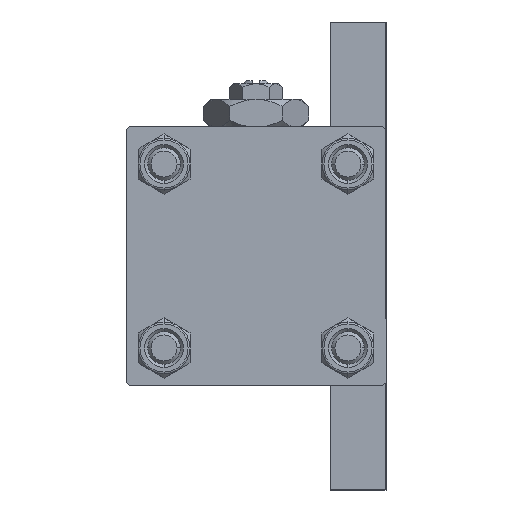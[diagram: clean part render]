
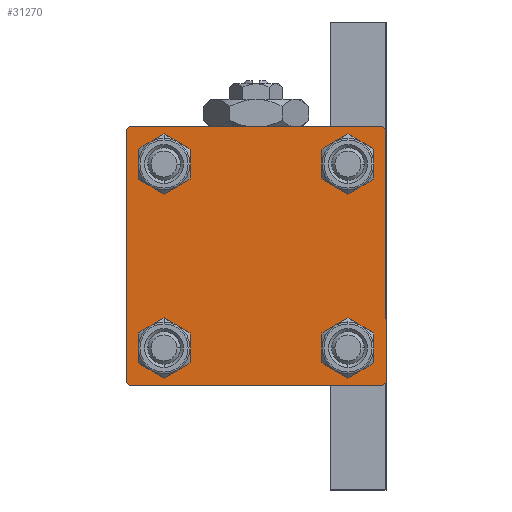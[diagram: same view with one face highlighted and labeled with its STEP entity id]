
A CAD part, left-side view. The second image highlights one B-rep face of the part: STEP entity #31270.
In plain terms, the highlighted planar face has unit normal (-1, 0, 0).
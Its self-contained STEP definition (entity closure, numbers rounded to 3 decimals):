
#797 = EDGE_CURVE ( 'NONE', #23162, #20714, #18873, .T. ) ;
#1588 = CARTESIAN_POINT ( 'NONE',  ( 0., 20., -20. ) ) ;
#2182 = FACE_OUTER_BOUND ( 'NONE', #47814, .T. ) ;
#2245 = ORIENTED_EDGE ( 'NONE', *, *, #8469, .T. ) ;
#2254 = EDGE_CURVE ( 'NONE', #22631, #35745, #20564, .T. ) ;
#3566 = CIRCLE ( 'NONE', #32194, 3. ) ;
#3963 = VERTEX_POINT ( 'NONE', #29393 ) ;
#4125 = CIRCLE ( 'NONE', #5759, 3. ) ;
#4347 = VECTOR ( 'NONE', #25234, 1000. ) ;
#5247 = AXIS2_PLACEMENT_3D ( 'NONE', #44324, #5415, #33544 ) ;
#5415 = DIRECTION ( 'NONE',  ( 1., 0., 0. ) ) ;
#5423 = CARTESIAN_POINT ( 'NONE',  ( 0., 14.15, -17.15 ) ) ;
#5517 = ORIENTED_EDGE ( 'NONE', *, *, #22837, .T. ) ;
#5698 = CARTESIAN_POINT ( 'NONE',  ( 0., -14.15, 14.15 ) ) ;
#5759 = AXIS2_PLACEMENT_3D ( 'NONE', #24652, #36664, #17446 ) ;
#6016 = AXIS2_PLACEMENT_3D ( 'NONE', #20601, #29062, #21367 ) ;
#6753 = VECTOR ( 'NONE', #31107, 1000. ) ;
#7170 = DIRECTION ( 'NONE',  ( 0., 0., -1. ) ) ;
#7486 = EDGE_CURVE ( 'NONE', #41262, #44542, #10136, .T. ) ;
#8155 = DIRECTION ( 'NONE',  ( 0., -0.707, 0.707 ) ) ;
#8205 = CARTESIAN_POINT ( 'NONE',  ( 0., -14.15, -14.15 ) ) ;
#8469 = EDGE_CURVE ( 'NONE', #3963, #33208, #31569, .T. ) ;
#9116 = CARTESIAN_POINT ( 'NONE',  ( 0., -14.15, 17.15 ) ) ;
#9209 = VERTEX_POINT ( 'NONE', #28041 ) ;
#9255 = DIRECTION ( 'NONE',  ( 0., -0.707, -0.707 ) ) ;
#9699 = DIRECTION ( 'NONE',  ( 0., 0., 1. ) ) ;
#9766 = CARTESIAN_POINT ( 'NONE',  ( 0., -14.15, -11.15 ) ) ;
#9831 = EDGE_LOOP ( 'NONE', ( #25766, #36776 ) ) ;
#9894 = EDGE_LOOP ( 'NONE', ( #22187, #44138 ) ) ;
#10136 = CIRCLE ( 'NONE', #5247, 3. ) ;
#11118 = CARTESIAN_POINT ( 'NONE',  ( 0., 14.15, 17.15 ) ) ;
#11320 = CARTESIAN_POINT ( 'NONE',  ( 0., 14.15, -11.15 ) ) ;
#11381 = LINE ( 'NONE', #50558, #6753 ) ;
#11620 = CARTESIAN_POINT ( 'NONE',  ( 0., 14.15, -14.15 ) ) ;
#12015 = CARTESIAN_POINT ( 'NONE',  ( 0., -20., -19.5 ) ) ;
#13023 = EDGE_CURVE ( 'NONE', #25247, #40928, #46055, .T. ) ;
#13271 = CARTESIAN_POINT ( 'NONE',  ( 0., 14.15, 11.15 ) ) ;
#13463 = ORIENTED_EDGE ( 'NONE', *, *, #20678, .T. ) ;
#13831 = EDGE_CURVE ( 'NONE', #21281, #43172, #24886, .T. ) ;
#14443 = FACE_BOUND ( 'NONE', #23130, .T. ) ;
#14750 = VECTOR ( 'NONE', #7170, 1000. ) ;
#14757 = ORIENTED_EDGE ( 'NONE', *, *, #39461, .T. ) ;
#14929 = CARTESIAN_POINT ( 'NONE',  ( 0., 0., 0. ) ) ;
#14957 = DIRECTION ( 'NONE',  ( 0., 0., 1. ) ) ;
#16461 = EDGE_CURVE ( 'NONE', #44542, #41262, #37308, .T. ) ;
#17235 = AXIS2_PLACEMENT_3D ( 'NONE', #11620, #19825, #14957 ) ;
#17285 = AXIS2_PLACEMENT_3D ( 'NONE', #24066, #29156, #25083 ) ;
#17342 = CARTESIAN_POINT ( 'NONE',  ( 0., -19.5, 20. ) ) ;
#17446 = DIRECTION ( 'NONE',  ( 0., 0., 1. ) ) ;
#17789 = FACE_BOUND ( 'NONE', #9831, .T. ) ;
#18873 = CIRCLE ( 'NONE', #17235, 3. ) ;
#19411 = EDGE_CURVE ( 'NONE', #25601, #37006, #4125, .T. ) ;
#19571 = EDGE_CURVE ( 'NONE', #3963, #40928, #46084, .T. ) ;
#19736 = DIRECTION ( 'NONE',  ( 1., 0., 0. ) ) ;
#19825 = DIRECTION ( 'NONE',  ( 1., 0., 0. ) ) ;
#20564 = CIRCLE ( 'NONE', #35295, 3. ) ;
#20601 = CARTESIAN_POINT ( 'NONE',  ( 0., 14.15, -14.15 ) ) ;
#20678 = EDGE_CURVE ( 'NONE', #9209, #39546, #24152, .T. ) ;
#20714 = VERTEX_POINT ( 'NONE', #5423 ) ;
#21281 = VERTEX_POINT ( 'NONE', #46731 ) ;
#21367 = DIRECTION ( 'NONE',  ( 0., 0., 1. ) ) ;
#21427 = VECTOR ( 'NONE', #9255, 1000. ) ;
#21631 = FACE_BOUND ( 'NONE', #44398, .T. ) ;
#21746 = CARTESIAN_POINT ( 'NONE',  ( 0., -14.15, 14.15 ) ) ;
#22187 = ORIENTED_EDGE ( 'NONE', *, *, #797, .T. ) ;
#22631 = VERTEX_POINT ( 'NONE', #9116 ) ;
#22634 = FACE_BOUND ( 'NONE', #9894, .T. ) ;
#22837 = EDGE_CURVE ( 'NONE', #43172, #9209, #11381, .T. ) ;
#23130 = EDGE_LOOP ( 'NONE', ( #39531, #24090 ) ) ;
#23162 = VERTEX_POINT ( 'NONE', #11320 ) ;
#23329 = AXIS2_PLACEMENT_3D ( 'NONE', #14929, #41585, #26237 ) ;
#23391 = CARTESIAN_POINT ( 'NONE',  ( 0., -19.75, 19.75 ) ) ;
#23985 = EDGE_CURVE ( 'NONE', #21281, #33208, #48753, .T. ) ;
#24066 = CARTESIAN_POINT ( 'NONE',  ( 0., 14.15, 14.15 ) ) ;
#24090 = ORIENTED_EDGE ( 'NONE', *, *, #28378, .T. ) ;
#24152 = LINE ( 'NONE', #44333, #21427 ) ;
#24247 = AXIS2_PLACEMENT_3D ( 'NONE', #8205, #19736, #35107 ) ;
#24652 = CARTESIAN_POINT ( 'NONE',  ( 0., 14.15, 14.15 ) ) ;
#24886 = LINE ( 'NONE', #40481, #35587 ) ;
#25083 = DIRECTION ( 'NONE',  ( 0., 0., 1. ) ) ;
#25199 = DIRECTION ( 'NONE',  ( 1., 0., 0. ) ) ;
#25234 = DIRECTION ( 'NONE',  ( 0., -1., 0. ) ) ;
#25247 = VERTEX_POINT ( 'NONE', #38180 ) ;
#25601 = VERTEX_POINT ( 'NONE', #11118 ) ;
#25766 = ORIENTED_EDGE ( 'NONE', *, *, #16461, .T. ) ;
#25870 = CARTESIAN_POINT ( 'NONE',  ( 0., -14.15, 11.15 ) ) ;
#26237 = DIRECTION ( 'NONE',  ( 0., 0., 1. ) ) ;
#27647 = CARTESIAN_POINT ( 'NONE',  ( 0., -19.75, -19.75 ) ) ;
#27858 = EDGE_CURVE ( 'NONE', #20714, #23162, #28115, .T. ) ;
#28041 = CARTESIAN_POINT ( 'NONE',  ( 0., 20., -19.5 ) ) ;
#28115 = CIRCLE ( 'NONE', #6016, 3. ) ;
#28378 = EDGE_CURVE ( 'NONE', #35745, #22631, #3566, .T. ) ;
#28545 = CARTESIAN_POINT ( 'NONE',  ( 0., 20., 20. ) ) ;
#29062 = DIRECTION ( 'NONE',  ( 1., 0., 0. ) ) ;
#29116 = ORIENTED_EDGE ( 'NONE', *, *, #13023, .T. ) ;
#29156 = DIRECTION ( 'NONE',  ( 1., 0., 0. ) ) ;
#29393 = CARTESIAN_POINT ( 'NONE',  ( 0., -20., 19.5 ) ) ;
#29927 = DIRECTION ( 'NONE',  ( 1., 0., 0. ) ) ;
#31107 = DIRECTION ( 'NONE',  ( 0., 0., -1. ) ) ;
#31270 = ADVANCED_FACE ( 'NONE', ( #14443, #17789, #22634, #21631, #2182 ), #45170, .T. ) ;
#31569 = LINE ( 'NONE', #23391, #47790 ) ;
#31632 = ORIENTED_EDGE ( 'NONE', *, *, #23985, .F. ) ;
#31686 = ORIENTED_EDGE ( 'NONE', *, *, #46951, .T. ) ;
#32194 = AXIS2_PLACEMENT_3D ( 'NONE', #5698, #25199, #32830 ) ;
#32454 = ORIENTED_EDGE ( 'NONE', *, *, #19411, .T. ) ;
#32830 = DIRECTION ( 'NONE',  ( 0., 0., 1. ) ) ;
#33208 = VERTEX_POINT ( 'NONE', #17342 ) ;
#33544 = DIRECTION ( 'NONE',  ( 0., 0., 1. ) ) ;
#33796 = DIRECTION ( 'NONE',  ( 0., -1., 0. ) ) ;
#35107 = DIRECTION ( 'NONE',  ( 0., 0., 1. ) ) ;
#35295 = AXIS2_PLACEMENT_3D ( 'NONE', #21746, #29927, #9699 ) ;
#35587 = VECTOR ( 'NONE', #39986, 1000. ) ;
#35745 = VERTEX_POINT ( 'NONE', #25870 ) ;
#36572 = VECTOR ( 'NONE', #33796, 1000. ) ;
#36664 = DIRECTION ( 'NONE',  ( 1., 0., 0. ) ) ;
#36776 = ORIENTED_EDGE ( 'NONE', *, *, #7486, .T. ) ;
#37006 = VERTEX_POINT ( 'NONE', #13271 ) ;
#37308 = CIRCLE ( 'NONE', #24247, 3. ) ;
#38180 = CARTESIAN_POINT ( 'NONE',  ( 0., -19.5, -20. ) ) ;
#39461 = EDGE_CURVE ( 'NONE', #39546, #25247, #44835, .T. ) ;
#39531 = ORIENTED_EDGE ( 'NONE', *, *, #2254, .T. ) ;
#39538 = CARTESIAN_POINT ( 'NONE',  ( 0., -14.15, -17.15 ) ) ;
#39546 = VERTEX_POINT ( 'NONE', #42593 ) ;
#39986 = DIRECTION ( 'NONE',  ( 0., 0.707, -0.707 ) ) ;
#40481 = CARTESIAN_POINT ( 'NONE',  ( 0., 19.75, 19.75 ) ) ;
#40928 = VERTEX_POINT ( 'NONE', #12015 ) ;
#41262 = VERTEX_POINT ( 'NONE', #39538 ) ;
#41455 = ORIENTED_EDGE ( 'NONE', *, *, #19571, .F. ) ;
#41585 = DIRECTION ( 'NONE',  ( -1., 0., 0. ) ) ;
#41850 = CARTESIAN_POINT ( 'NONE',  ( 0., 20., 19.5 ) ) ;
#42244 = CARTESIAN_POINT ( 'NONE',  ( 0., -20., 20. ) ) ;
#42593 = CARTESIAN_POINT ( 'NONE',  ( 0., 19.5, -20. ) ) ;
#43172 = VERTEX_POINT ( 'NONE', #41850 ) ;
#43959 = ORIENTED_EDGE ( 'NONE', *, *, #13831, .T. ) ;
#44138 = ORIENTED_EDGE ( 'NONE', *, *, #27858, .T. ) ;
#44324 = CARTESIAN_POINT ( 'NONE',  ( 0., -14.15, -14.15 ) ) ;
#44333 = CARTESIAN_POINT ( 'NONE',  ( 0., 19.75, -19.75 ) ) ;
#44398 = EDGE_LOOP ( 'NONE', ( #32454, #31686 ) ) ;
#44542 = VERTEX_POINT ( 'NONE', #9766 ) ;
#44835 = LINE ( 'NONE', #1588, #36572 ) ;
#45170 = PLANE ( 'NONE',  #23329 ) ;
#45333 = VECTOR ( 'NONE', #8155, 1000. ) ;
#46055 = LINE ( 'NONE', #27647, #45333 ) ;
#46084 = LINE ( 'NONE', #42244, #14750 ) ;
#46731 = CARTESIAN_POINT ( 'NONE',  ( 0., 19.5, 20. ) ) ;
#46951 = EDGE_CURVE ( 'NONE', #37006, #25601, #48350, .T. ) ;
#47790 = VECTOR ( 'NONE', #50512, 1000. ) ;
#47814 = EDGE_LOOP ( 'NONE', ( #5517, #13463, #14757, #29116, #41455, #2245, #31632, #43959 ) ) ;
#48350 = CIRCLE ( 'NONE', #17285, 3. ) ;
#48753 = LINE ( 'NONE', #28545, #4347 ) ;
#50512 = DIRECTION ( 'NONE',  ( 0., 0.707, 0.707 ) ) ;
#50558 = CARTESIAN_POINT ( 'NONE',  ( 0., 20., 20. ) ) ;
